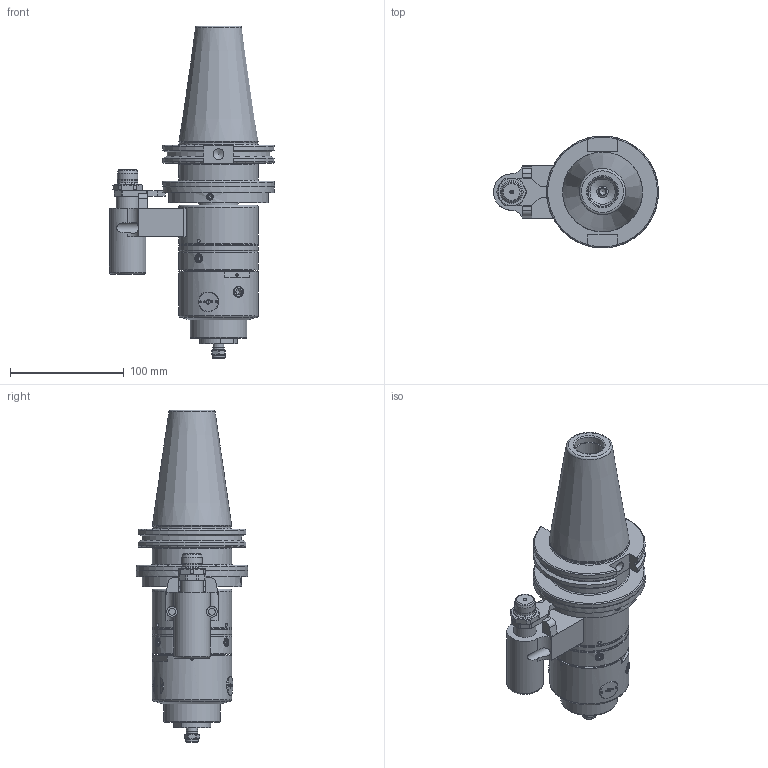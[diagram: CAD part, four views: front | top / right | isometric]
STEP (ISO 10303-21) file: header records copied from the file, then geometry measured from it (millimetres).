
FILE_DESCRIPTION((''),'2;1');
FILE_NAME('223000151791 CAT50-BMA-179-1-3D.stp','2023-11-21T15:09:00',('nttooll'),(''),'Autodesk Inventor 2012','Autodesk Inventor 2012','');
FILE_SCHEMA(('AUTOMOTIVE_DESIGN { 1 0 10303 214 1 1 1 1 }'));
Length unit declared in the file: millimetre
Products named in the file (1): 223000151791 CAT50-BMA-179-1-3D
Bounding box: 145.25 x 98.5 x 292.26 mm (x, y, z)
Volume: 1051986.1 mm3; surface area: 109190.3 mm2
Topology: 1 solids, 1 shells, 318 faces, 740 edges, 468 vertices
Faces by surface type: plane 118, cylinder 106, cone 70, torus 21, sphere 3
Full cylindrical faces by diameter (mm): 0.7 x1, 1.6 x3, 1.732 x2, 2 x1, 2.309 x3, 2.5 x3, 3 x3, 3.464 x5, 4 x4, 4.5 x1, 5.774 x2, 6 x4, 6.2 x1, 6.8 x1, 7 x3, 8 x3, 8.2 x1, 9.5 x3, 10 x1, 11.5 x1, 12 x1, 12.4 x1, 17.6 x1, 18 x1, 20 x2, 22.2 x1, 25.4 x1, 26.2 x1, 32 x1, 35 x1
Entity records: 8653 total; most frequent: CARTESIAN_POINT 2214, DIRECTION 1371, ORIENTED_EDGE 1112, AXIS2_PLACEMENT_3D 586, EDGE_CURVE 556, EDGE_LOOP 505, VERTEX_POINT 421, FACE_OUTER_BOUND 318
